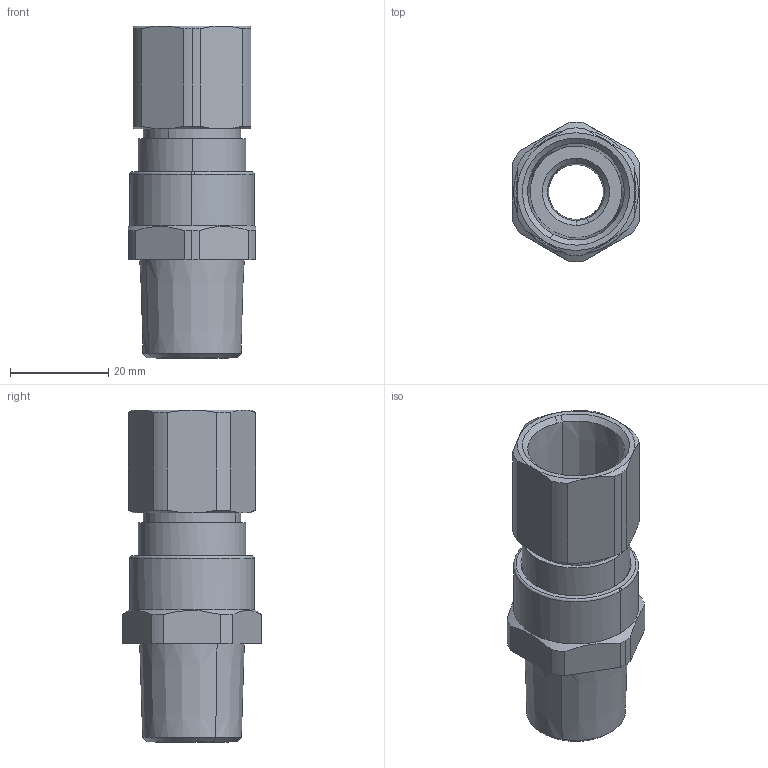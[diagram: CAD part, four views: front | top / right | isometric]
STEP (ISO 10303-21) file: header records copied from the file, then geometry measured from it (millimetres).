
FILE_DESCRIPTION(('CATIA V5 STEP Exchange','CAx-IF Rec.Pracs.--- Model Styling and Organization---1.4--- 2014-01-23'),'2;1');
FILE_NAME ('D1550957_0_1187570000_1187570000.stp','2022-09-28T07:41:53+00:00',('none'),('Weidmueller'),'CATIA Version 5-6 Release 2016 SP3 HF44','CATIA V5 STEP AP214','none');
FILE_SCHEMA(('AUTOMOTIVE_DESIGN { 1 0 10303 214 1 1 1 1 }'));
Length unit declared in the file: millimetre
Products named in the file (1): A2LC/20S/NPT1/2-NPT1/2F-WM
Bounding box: 26 x 28.5 x 67.75 mm (x, y, z)
Volume: 18898.6 mm3; surface area: 11661.3 mm2
Topology: 2 solids, 2 shells, 110 faces, 273 edges, 174 vertices
Faces by surface type: cone 47, cylinder 34, plane 23, torus 6
Entity records: 3269 total; most frequent: CARTESIAN_POINT 806, ORIENTED_EDGE 546, DIRECTION 395, EDGE_CURVE 273, AXIS2_PLACEMENT_3D 223, VERTEX_POINT 174, CIRCLE 136, EDGE_LOOP 121
